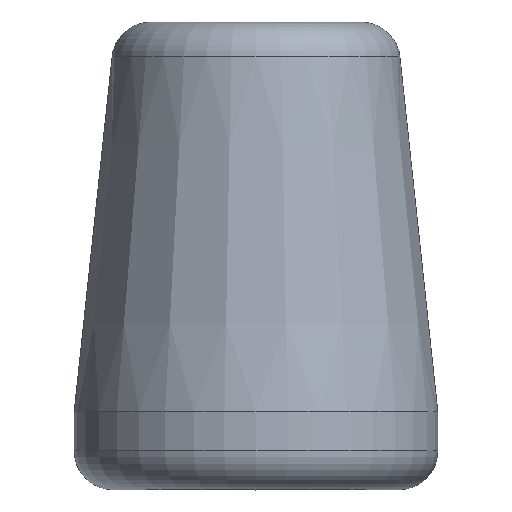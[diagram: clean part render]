
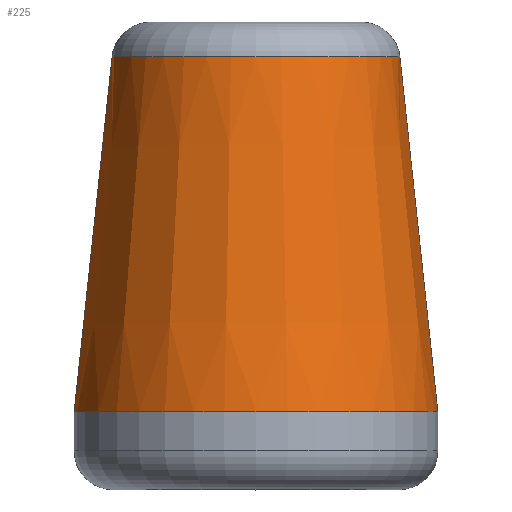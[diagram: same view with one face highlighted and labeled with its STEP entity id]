
A CAD part, top view. The second image highlights one B-rep face of the part: STEP entity #225.
In plain terms, the highlighted conical face has half-angle 6.089 degrees and reference radius 27 mm.
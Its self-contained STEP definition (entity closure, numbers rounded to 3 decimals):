
#3 = CARTESIAN_POINT ( 'NONE',  ( -35., 15., 0. ) ) ;
#16 = ORIENTED_EDGE ( 'NONE', *, *, #260, .T. ) ;
#19 = CARTESIAN_POINT ( 'NONE',  ( 35., 15., 0. ) ) ;
#20 = CARTESIAN_POINT ( 'NONE',  ( 0., 15., 0. ) ) ;
#23 = EDGE_CURVE ( 'NONE', #71, #314, #122, .T. ) ;
#25 = DIRECTION ( 'NONE',  ( 0.106, -0.994, 0. ) ) ;
#31 = EDGE_CURVE ( 'NONE', #79, #314, #302, .T. ) ;
#32 = CARTESIAN_POINT ( 'NONE',  ( 27.715, 83.295, 0. ) ) ;
#34 = AXIS2_PLACEMENT_3D ( 'NONE', #20, #276, #214 ) ;
#50 = CARTESIAN_POINT ( 'NONE',  ( -27., 90., 0. ) ) ;
#60 = ORIENTED_EDGE ( 'NONE', *, *, #63, .T. ) ;
#62 = CIRCLE ( 'NONE', #108, 27.715 ) ;
#63 = EDGE_CURVE ( 'NONE', #153, #79, #120, .T. ) ;
#71 = VERTEX_POINT ( 'NONE', #32 ) ;
#79 = VERTEX_POINT ( 'NONE', #3 ) ;
#88 = DIRECTION ( 'NONE',  ( -1., 0., 0. ) ) ;
#92 = DIRECTION ( 'NONE',  ( 0., -1., 0. ) ) ;
#96 = ORIENTED_EDGE ( 'NONE', *, *, #23, .F. ) ;
#107 = VECTOR ( 'NONE', #235, 1000. ) ;
#108 = AXIS2_PLACEMENT_3D ( 'NONE', #270, #241, #88 ) ;
#120 = LINE ( 'NONE', #50, #107 ) ;
#122 = LINE ( 'NONE', #284, #134 ) ;
#134 = VECTOR ( 'NONE', #25, 1000. ) ;
#153 = VERTEX_POINT ( 'NONE', #195 ) ;
#165 = DIRECTION ( 'NONE',  ( 1., 0., 0. ) ) ;
#174 = CONICAL_SURFACE ( 'NONE', #226, 27., 0.106 ) ;
#187 = EDGE_LOOP ( 'NONE', ( #16, #60, #207, #96 ) ) ;
#195 = CARTESIAN_POINT ( 'NONE',  ( -27.715, 83.295, 0. ) ) ;
#207 = ORIENTED_EDGE ( 'NONE', *, *, #31, .T. ) ;
#214 = DIRECTION ( 'NONE',  ( -1., 0., 0. ) ) ;
#225 = ADVANCED_FACE ( 'NONE', ( #318 ), #174, .T. ) ;
#226 = AXIS2_PLACEMENT_3D ( 'NONE', #268, #92, #165 ) ;
#235 = DIRECTION ( 'NONE',  ( -0.106, -0.994, 0. ) ) ;
#241 = DIRECTION ( 'NONE',  ( 0., -1., 0. ) ) ;
#260 = EDGE_CURVE ( 'NONE', #71, #153, #62, .T. ) ;
#268 = CARTESIAN_POINT ( 'NONE',  ( 0., 90., 0. ) ) ;
#270 = CARTESIAN_POINT ( 'NONE',  ( 0., 83.295, 0. ) ) ;
#276 = DIRECTION ( 'NONE',  ( 0., 1., 0. ) ) ;
#284 = CARTESIAN_POINT ( 'NONE',  ( 27., 90., 0. ) ) ;
#302 = CIRCLE ( 'NONE', #34, 35. ) ;
#314 = VERTEX_POINT ( 'NONE', #19 ) ;
#318 = FACE_OUTER_BOUND ( 'NONE', #187, .T. ) ;
